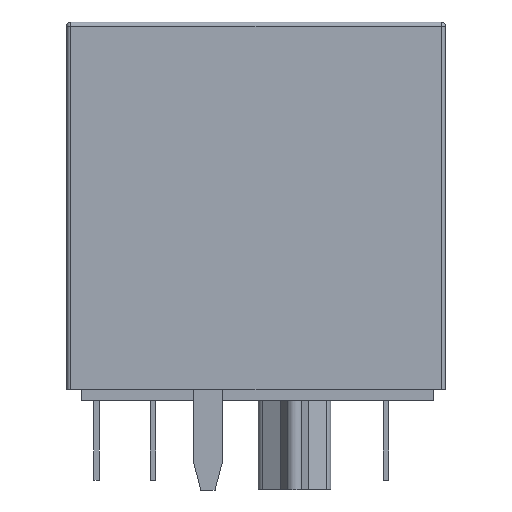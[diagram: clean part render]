
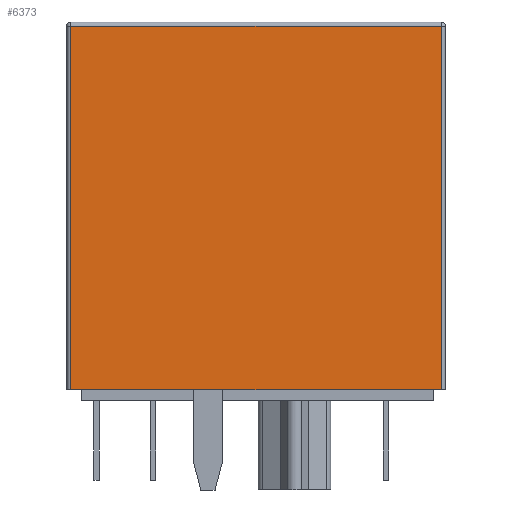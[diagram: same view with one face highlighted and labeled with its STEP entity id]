
A CAD part, left-side view. The second image highlights one B-rep face of the part: STEP entity #6373.
In plain terms, the highlighted planar face has unit normal (-1, 0, 0).
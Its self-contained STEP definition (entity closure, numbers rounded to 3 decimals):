
#581=FACE_OUTER_BOUND($,#955,.T.);
#955=EDGE_LOOP($,(#5595,#5596,#5597,#5598));
#1572=LINE($,#10680,#2329);
#1574=LINE($,#10686,#2331);
#1583=LINE($,#10705,#2340);
#1677=LINE($,#10942,#2434);
#2329=VECTOR($,#8287,16.62);
#2331=VECTOR($,#8293,16.32);
#2340=VECTOR($,#8314,16.32);
#2434=VECTOR($,#8542,16.62);
#2955=VERTEX_POINT($,#10659);
#2959=VERTEX_POINT($,#10670);
#2963=VERTEX_POINT($,#10684);
#2966=VERTEX_POINT($,#10701);
#3771=EDGE_CURVE($,#2959,#2955,#1572,.T.);
#3774=EDGE_CURVE($,#2963,#2959,#1574,.T.);
#3785=EDGE_CURVE($,#2955,#2966,#1583,.T.);
#3904=EDGE_CURVE($,#2966,#2963,#1677,.T.);
#5595=ORIENTED_EDGE($,*,*,#3774,.F.);
#5596=ORIENTED_EDGE($,*,*,#3904,.F.);
#5597=ORIENTED_EDGE($,*,*,#3785,.F.);
#5598=ORIENTED_EDGE($,*,*,#3771,.F.);
#6007=PLANE($,#6924);
#6373=ADVANCED_FACE($,(#581),#6007,.F.);
#6924=AXIS2_PLACEMENT_3D($,#10944,#8545,#8546);
#8287=DIRECTION($,(0.,-1.,0.));
#8293=DIRECTION($,(0.,0.,1.));
#8314=DIRECTION($,(0.,0.,-1.));
#8542=DIRECTION($,(0.,1.,0.));
#8545=DIRECTION('center_axis',(1.,0.,0.));
#8546=DIRECTION('ref_axis',(0.,0.,1.));
#10659=CARTESIAN_POINT('',(-8.13,-14.2,16.82));
#10670=CARTESIAN_POINT('',(-8.13,2.42,16.82));
#10680=CARTESIAN_POINT($,(-8.13,-5.89,16.82));
#10684=CARTESIAN_POINT('',(-8.13,2.42,0.5));
#10686=CARTESIAN_POINT($,(-8.13,2.42,8.335));
#10701=CARTESIAN_POINT('',(-8.13,-14.2,0.5));
#10705=CARTESIAN_POINT($,(-8.13,-14.2,8.335));
#10942=CARTESIAN_POINT($,(-8.13,-5.89,0.5));
#10944=CARTESIAN_POINT('Origin',(-8.13,-5.89,8.335));
